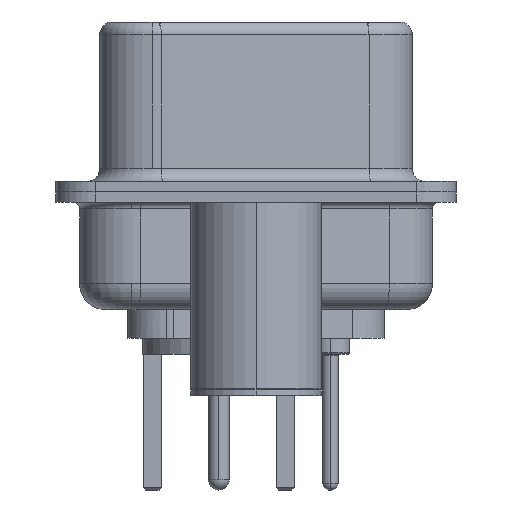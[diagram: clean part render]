
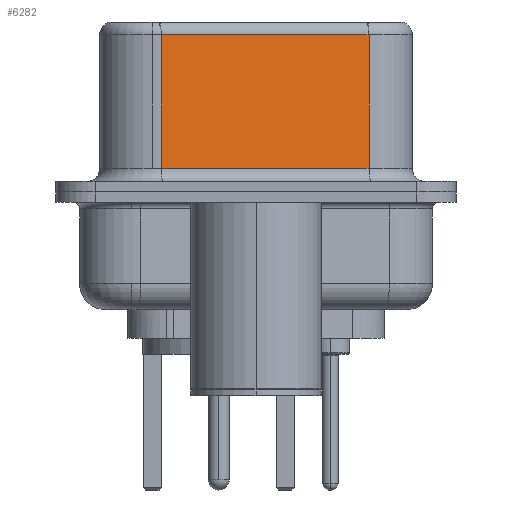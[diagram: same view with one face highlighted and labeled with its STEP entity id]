
A CAD part, left-side view. The second image highlights one B-rep face of the part: STEP entity #6282.
In plain terms, the highlighted planar face has unit normal (-0.985, -0.174, 0).
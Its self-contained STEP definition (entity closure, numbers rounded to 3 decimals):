
#116 = VERTEX_POINT ( 'NONE', #15169 ) ;
#262 = EDGE_CURVE ( 'NONE', #11918, #21933, #7942, .T. ) ;
#350 = VECTOR ( 'NONE', #27018, 1000. ) ;
#856 = EDGE_CURVE ( 'NONE', #8549, #116, #7917, .T. ) ;
#1365 = FACE_OUTER_BOUND ( 'NONE', #3700, .T. ) ;
#3700 = EDGE_LOOP ( 'NONE', ( #11167, #25836, #22857, #12835 ) ) ;
#4925 = LINE ( 'NONE', #26806, #16550 ) ;
#5260 = CARTESIAN_POINT ( 'NONE',  ( 5.132, -4.322, 0.9 ) ) ;
#6282 = ADVANCED_FACE ( 'NONE', ( #1365 ), #8048, .F. ) ;
#7492 = DIRECTION ( 'NONE',  ( -0.174, 0.985, 0. ) ) ;
#7536 = DIRECTION ( 'NONE',  ( 0.985, 0.174, 0. ) ) ;
#7704 = CARTESIAN_POINT ( 'NONE',  ( 5.132, -4.322, 6.52 ) ) ;
#7917 = LINE ( 'NONE', #9009, #18740 ) ;
#7942 = LINE ( 'NONE', #17716, #13740 ) ;
#8047 = DIRECTION ( 'NONE',  ( 0., 0., -1. ) ) ;
#8048 = PLANE ( 'NONE',  #16682 ) ;
#8549 = VERTEX_POINT ( 'NONE', #24076 ) ;
#9009 = CARTESIAN_POINT ( 'NONE',  ( 3.73, 3.628, 6.52 ) ) ;
#11167 = ORIENTED_EDGE ( 'NONE', *, *, #262, .F. ) ;
#11918 = VERTEX_POINT ( 'NONE', #26209 ) ;
#12590 = EDGE_CURVE ( 'NONE', #11918, #8549, #4925, .T. ) ;
#12835 = ORIENTED_EDGE ( 'NONE', *, *, #23261, .T. ) ;
#13740 = VECTOR ( 'NONE', #8047, 1000. ) ;
#14064 = DIRECTION ( 'NONE',  ( -0.174, 0.985, 0. ) ) ;
#15169 = CARTESIAN_POINT ( 'NONE',  ( 3.73, 3.628, 0.9 ) ) ;
#16550 = VECTOR ( 'NONE', #14064, 1000. ) ;
#16682 = AXIS2_PLACEMENT_3D ( 'NONE', #7704, #7536, #7492 ) ;
#17716 = CARTESIAN_POINT ( 'NONE',  ( 5.132, -4.322, 6.52 ) ) ;
#18740 = VECTOR ( 'NONE', #20230, 1000. ) ;
#20230 = DIRECTION ( 'NONE',  ( 0., 0., -1. ) ) ;
#21933 = VERTEX_POINT ( 'NONE', #5260 ) ;
#22857 = ORIENTED_EDGE ( 'NONE', *, *, #856, .T. ) ;
#23261 = EDGE_CURVE ( 'NONE', #116, #21933, #23524, .T. ) ;
#23524 = LINE ( 'NONE', #24878, #350 ) ;
#24076 = CARTESIAN_POINT ( 'NONE',  ( 3.73, 3.628, 6.02 ) ) ;
#24878 = CARTESIAN_POINT ( 'NONE',  ( 5.132, -4.322, 0.9 ) ) ;
#25836 = ORIENTED_EDGE ( 'NONE', *, *, #12590, .T. ) ;
#26209 = CARTESIAN_POINT ( 'NONE',  ( 5.132, -4.322, 6.02 ) ) ;
#26806 = CARTESIAN_POINT ( 'NONE',  ( 5.132, -4.322, 6.02 ) ) ;
#27018 = DIRECTION ( 'NONE',  ( 0.174, -0.985, 0. ) ) ;
